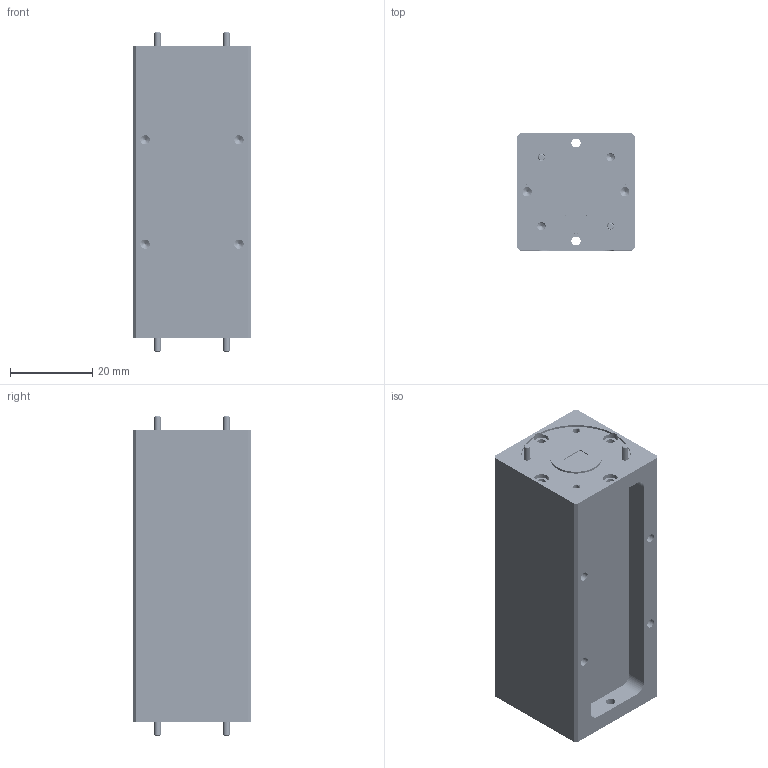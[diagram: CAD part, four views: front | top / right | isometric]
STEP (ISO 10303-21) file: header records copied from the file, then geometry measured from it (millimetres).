
FILE_DESCRIPTION (( 'STEP AP203' ), '1' );
FILE_NAME ('SWF-45350340-22-L1.STEP', '2019-06-11T00:21:02', ( '' ), ( '' ), 'SwSTEP 2.0', 'SolidWorks 2016', '' );
FILE_SCHEMA (( 'CONFIG_CONTROL_DESIGN' ));
Products named in the file (1): SWF-45350340-22-L1
Bounding box: 28.57 x 28.57 x 77.85 mm (x, y, z)
Volume: 45856.2 mm3; surface area: 22681.4 mm2
Topology: 34 solids, 34 shells, 2194 faces, 5998 edges, 3856 vertices
Faces by surface type: cylinder 1618, cone 282, plane 266, bspline 28
Entity records: 101377 total; most frequent: CARTESIAN_POINT 54437, ORIENTED_EDGE 11860, DIRECTION 7986, EDGE_CURVE 5930, VERTEX_POINT 3856, AXIS2_PLACEMENT_3D 2883, EDGE_LOOP 2290, LINE 2220
